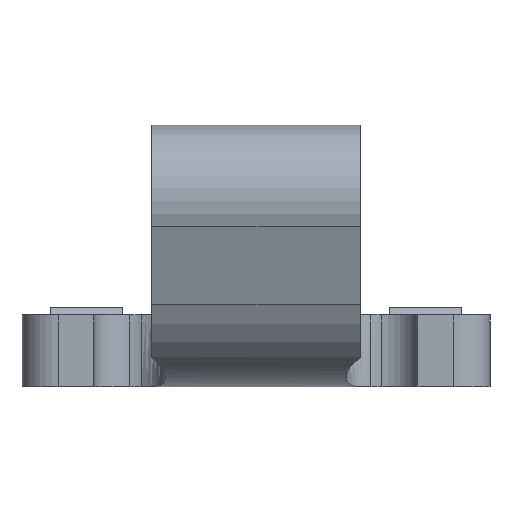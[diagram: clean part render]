
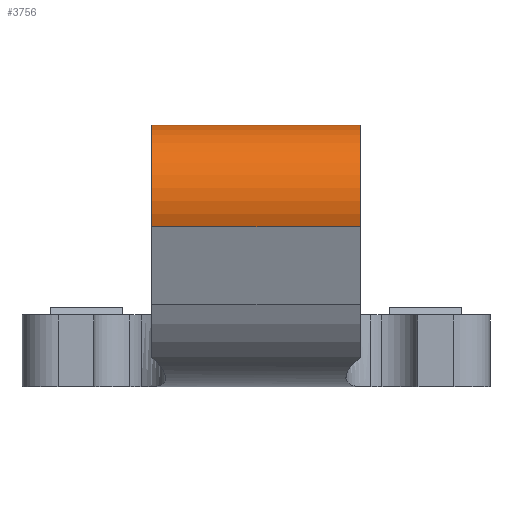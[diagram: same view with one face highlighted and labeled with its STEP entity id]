
A CAD part, left-side view. The second image highlights one B-rep face of the part: STEP entity #3756.
In plain terms, the highlighted cylindrical face has radius 2.1 mm (diameter 4.2 mm), a partial arc.
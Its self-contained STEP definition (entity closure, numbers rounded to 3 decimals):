
#62 = VERTEX_POINT ( 'NONE', #2893 ) ;
#69 = DIRECTION ( 'NONE',  ( 0., 1., 0. ) ) ;
#75 = VECTOR ( 'NONE', #69, 1000. ) ;
#442 = AXIS2_PLACEMENT_3D ( 'NONE', #3303, #468, #1507 ) ;
#468 = DIRECTION ( 'NONE',  ( 0., 1., 0. ) ) ;
#490 = EDGE_LOOP ( 'NONE', ( #541, #517, #577, #603 ) ) ;
#517 = ORIENTED_EDGE ( 'NONE', *, *, #2134, .T. ) ;
#541 = ORIENTED_EDGE ( 'NONE', *, *, #1781, .T. ) ;
#577 = ORIENTED_EDGE ( 'NONE', *, *, #958, .T. ) ;
#603 = ORIENTED_EDGE ( 'NONE', *, *, #3175, .T. ) ;
#783 = CARTESIAN_POINT ( 'NONE',  ( -11.649, -2.9, 7.273 ) ) ;
#887 = VERTEX_POINT ( 'NONE', #2205 ) ;
#958 = EDGE_CURVE ( 'NONE', #887, #1416, #4013, .T. ) ;
#1315 = AXIS2_PLACEMENT_3D ( 'NONE', #3274, #1473, #3567 ) ;
#1416 = VERTEX_POINT ( 'NONE', #3191 ) ;
#1473 = DIRECTION ( 'NONE',  ( 0., 1., 0. ) ) ;
#1507 = DIRECTION ( 'NONE',  ( 0., 0., 1. ) ) ;
#1594 = DIRECTION ( 'NONE',  ( 0., -1., 0. ) ) ;
#1608 = VERTEX_POINT ( 'NONE', #783 ) ;
#1650 = CYLINDRICAL_SURFACE ( 'NONE', #442, 2.1 ) ;
#1781 = EDGE_CURVE ( 'NONE', #62, #1608, #2047, .T. ) ;
#1895 = LINE ( 'NONE', #3833, #75 ) ;
#1957 = CARTESIAN_POINT ( 'NONE',  ( -11.649, 2.9, 5.173 ) ) ;
#2047 = CIRCLE ( 'NONE', #1315, 2.1 ) ;
#2134 = EDGE_CURVE ( 'NONE', #1608, #887, #1895, .T. ) ;
#2205 = CARTESIAN_POINT ( 'NONE',  ( -11.649, 2.9, 7.273 ) ) ;
#2225 = CARTESIAN_POINT ( 'NONE',  ( -13.622, -3.5, 4.455 ) ) ;
#2267 = DIRECTION ( 'NONE',  ( 0., 0., 1. ) ) ;
#2428 = VECTOR ( 'NONE', #1594, 1000. ) ;
#2522 = LINE ( 'NONE', #2225, #2428 ) ;
#2893 = CARTESIAN_POINT ( 'NONE',  ( -13.622, -2.9, 4.455 ) ) ;
#3175 = EDGE_CURVE ( 'NONE', #1416, #62, #2522, .T. ) ;
#3191 = CARTESIAN_POINT ( 'NONE',  ( -13.622, 2.9, 4.455 ) ) ;
#3274 = CARTESIAN_POINT ( 'NONE',  ( -11.649, -2.9, 5.173 ) ) ;
#3303 = CARTESIAN_POINT ( 'NONE',  ( -11.649, -7.091, 5.173 ) ) ;
#3567 = DIRECTION ( 'NONE',  ( 0., 0., 1. ) ) ;
#3756 = ADVANCED_FACE ( 'NONE', ( #4009 ), #1650, .T. ) ;
#3820 = AXIS2_PLACEMENT_3D ( 'NONE', #1957, #4001, #2267 ) ;
#3833 = CARTESIAN_POINT ( 'NONE',  ( -11.649, -7.091, 7.273 ) ) ;
#4001 = DIRECTION ( 'NONE',  ( 0., -1., 0. ) ) ;
#4009 = FACE_OUTER_BOUND ( 'NONE', #490, .T. ) ;
#4013 = CIRCLE ( 'NONE', #3820, 2.1 ) ;
